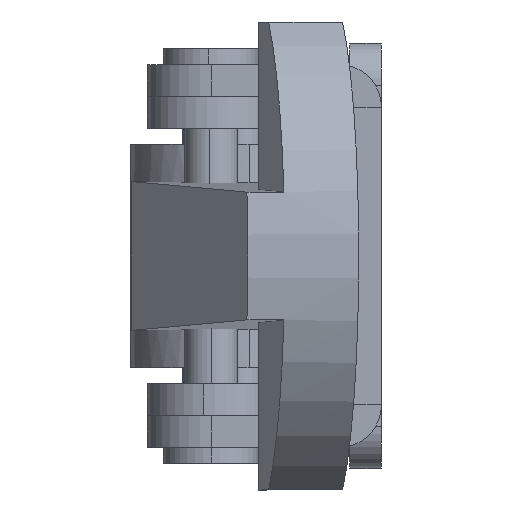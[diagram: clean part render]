
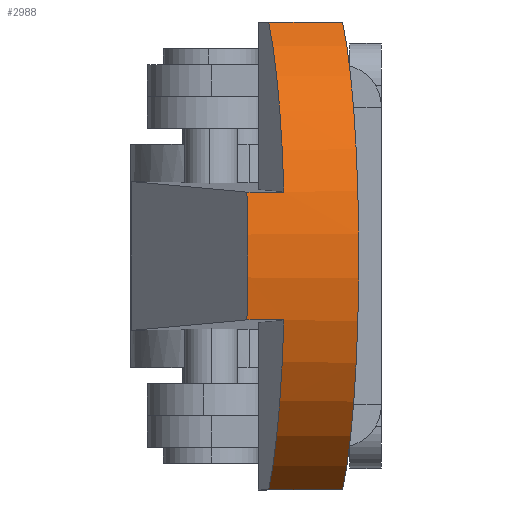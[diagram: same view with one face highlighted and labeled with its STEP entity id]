
A CAD part, left-side view. The second image highlights one B-rep face of the part: STEP entity #2988.
In plain terms, the highlighted cylindrical face has radius 25 mm (diameter 50 mm), a partial arc.
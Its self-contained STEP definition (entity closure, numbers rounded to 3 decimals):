
#132 = VERTEX_POINT ( 'NONE', #2558 ) ;
#145 = DIRECTION ( 'NONE',  ( 0., 1., 0. ) ) ;
#191 = ORIENTED_EDGE ( 'NONE', *, *, #581, .T. ) ;
#270 = CARTESIAN_POINT ( 'NONE',  ( 0., 3.5, -70. ) ) ;
#275 = EDGE_CURVE ( 'NONE', #2570, #3544, #1885, .T. ) ;
#341 = EDGE_CURVE ( 'NONE', #2185, #3250, #3105, .T. ) ;
#392 = EDGE_LOOP ( 'NONE', ( #1277, #3441, #191, #399, #2066, #1173, #1794, #2517 ) ) ;
#399 = ORIENTED_EDGE ( 'NONE', *, *, #275, .F. ) ;
#538 = CARTESIAN_POINT ( 'NONE',  ( -22., 10.5, -81.874 ) ) ;
#570 = CARTESIAN_POINT ( 'NONE',  ( 6.008, -14.5, -94.267 ) ) ;
#574 = EDGE_CURVE ( 'NONE', #132, #751, #2888, .T. ) ;
#581 = EDGE_CURVE ( 'NONE', #2185, #3544, #621, .T. ) ;
#616 = DIRECTION ( 'NONE',  ( 0., 1., 0. ) ) ;
#621 = CIRCLE ( 'NONE', #3481, 25. ) ;
#640 = VERTEX_POINT ( 'NONE', #538 ) ;
#751 = VERTEX_POINT ( 'NONE', #3180 ) ;
#812 = VECTOR ( 'NONE', #616, 1000. ) ;
#813 = DIRECTION ( 'NONE',  ( 0., 1., 0. ) ) ;
#842 = DIRECTION ( 'NONE',  ( 0., 1., 0. ) ) ;
#883 = VECTOR ( 'NONE', #2827, 1000. ) ;
#888 = AXIS2_PLACEMENT_3D ( 'NONE', #1425, #2003, #1717 ) ;
#892 = VERTEX_POINT ( 'NONE', #1305 ) ;
#1048 = DIRECTION ( 'NONE',  ( 0., 1., 0. ) ) ;
#1050 = CARTESIAN_POINT ( 'NONE',  ( 6.008, 0., -94.267 ) ) ;
#1077 = VECTOR ( 'NONE', #813, 1000. ) ;
#1173 = ORIENTED_EDGE ( 'NONE', *, *, #1479, .T. ) ;
#1277 = ORIENTED_EDGE ( 'NONE', *, *, #3469, .F. ) ;
#1305 = CARTESIAN_POINT ( 'NONE',  ( -6.008, 0., -94.267 ) ) ;
#1409 = CARTESIAN_POINT ( 'NONE',  ( 22., 10.5, -81.874 ) ) ;
#1425 = CARTESIAN_POINT ( 'NONE',  ( 0., 10.5, -70. ) ) ;
#1479 = EDGE_CURVE ( 'NONE', #892, #132, #3345, .T. ) ;
#1618 = CARTESIAN_POINT ( 'NONE',  ( 0., 3.5, -70. ) ) ;
#1651 = VECTOR ( 'NONE', #3616, 1000. ) ;
#1717 = DIRECTION ( 'NONE',  ( 0., 0., 1. ) ) ;
#1794 = ORIENTED_EDGE ( 'NONE', *, *, #574, .T. ) ;
#1885 = LINE ( 'NONE', #570, #812 ) ;
#1929 = CYLINDRICAL_SURFACE ( 'NONE', #2850, 25. ) ;
#2003 = DIRECTION ( 'NONE',  ( 0., 1., 0. ) ) ;
#2011 = DIRECTION ( 'NONE',  ( 0., 0., 1. ) ) ;
#2066 = ORIENTED_EDGE ( 'NONE', *, *, #2363, .T. ) ;
#2162 = AXIS2_PLACEMENT_3D ( 'NONE', #3364, #1048, #3104 ) ;
#2165 = CIRCLE ( 'NONE', #888, 25. ) ;
#2185 = VERTEX_POINT ( 'NONE', #3027 ) ;
#2264 = LINE ( 'NONE', #2461, #883 ) ;
#2354 = CIRCLE ( 'NONE', #2162, 25. ) ;
#2363 = EDGE_CURVE ( 'NONE', #2570, #892, #2354, .T. ) ;
#2461 = CARTESIAN_POINT ( 'NONE',  ( -22., 3.5, -81.874 ) ) ;
#2517 = ORIENTED_EDGE ( 'NONE', *, *, #3274, .T. ) ;
#2558 = CARTESIAN_POINT ( 'NONE',  ( -6.008, 3.5, -94.267 ) ) ;
#2570 = VERTEX_POINT ( 'NONE', #1050 ) ;
#2827 = DIRECTION ( 'NONE',  ( 0., 1., 0. ) ) ;
#2850 = AXIS2_PLACEMENT_3D ( 'NONE', #3383, #842, #3047 ) ;
#2888 = CIRCLE ( 'NONE', #2905, 25. ) ;
#2905 = AXIS2_PLACEMENT_3D ( 'NONE', #1618, #145, #2011 ) ;
#2988 = ADVANCED_FACE ( 'NONE', ( #3248 ), #1929, .T. ) ;
#3027 = CARTESIAN_POINT ( 'NONE',  ( 22., 3.5, -81.874 ) ) ;
#3047 = DIRECTION ( 'NONE',  ( 0., 0., 1. ) ) ;
#3104 = DIRECTION ( 'NONE',  ( 0., 0., -1. ) ) ;
#3105 = LINE ( 'NONE', #3647, #1651 ) ;
#3180 = CARTESIAN_POINT ( 'NONE',  ( -22., 3.5, -81.874 ) ) ;
#3248 = FACE_OUTER_BOUND ( 'NONE', #392, .T. ) ;
#3250 = VERTEX_POINT ( 'NONE', #1409 ) ;
#3265 = DIRECTION ( 'NONE',  ( 0., 1., 0. ) ) ;
#3274 = EDGE_CURVE ( 'NONE', #751, #640, #2264, .T. ) ;
#3345 = LINE ( 'NONE', #3468, #1077 ) ;
#3364 = CARTESIAN_POINT ( 'NONE',  ( 0., 0., -70. ) ) ;
#3383 = CARTESIAN_POINT ( 'NONE',  ( 0., 3.5, -70. ) ) ;
#3441 = ORIENTED_EDGE ( 'NONE', *, *, #341, .F. ) ;
#3468 = CARTESIAN_POINT ( 'NONE',  ( -6.008, -14.5, -94.267 ) ) ;
#3469 = EDGE_CURVE ( 'NONE', #3250, #640, #2165, .T. ) ;
#3481 = AXIS2_PLACEMENT_3D ( 'NONE', #270, #3265, #3631 ) ;
#3544 = VERTEX_POINT ( 'NONE', #3610 ) ;
#3610 = CARTESIAN_POINT ( 'NONE',  ( 6.008, 3.5, -94.267 ) ) ;
#3616 = DIRECTION ( 'NONE',  ( 0., 1., 0. ) ) ;
#3631 = DIRECTION ( 'NONE',  ( 0., 0., 1. ) ) ;
#3647 = CARTESIAN_POINT ( 'NONE',  ( 22., 3.5, -81.874 ) ) ;
